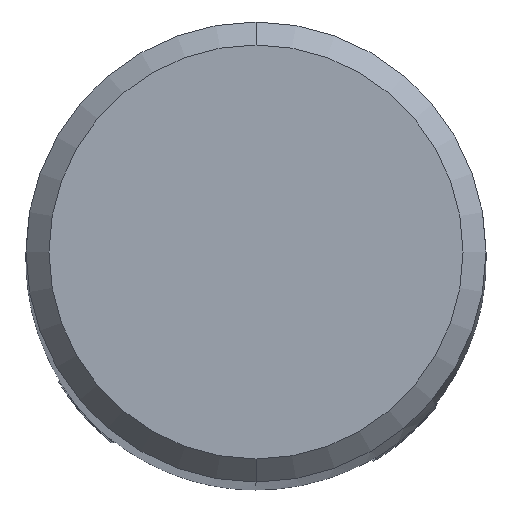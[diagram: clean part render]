
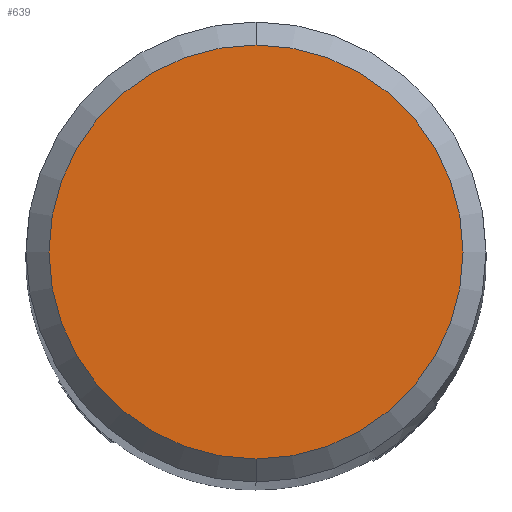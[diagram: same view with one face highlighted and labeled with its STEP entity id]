
A CAD part, top view. The second image highlights one B-rep face of the part: STEP entity #639.
In plain terms, the highlighted planar face has unit normal (0, 0, 1).
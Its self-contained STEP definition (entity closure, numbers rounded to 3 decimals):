
#639=ADVANCED_FACE('',(#1410),#1411,.T.);
#681=VERTEX_POINT('',#1455);
#689=VERTEX_POINT('',#1464);
#951=EDGE_CURVE('',#681,#689,#1756,.T.);
#1055=EDGE_CURVE('',#689,#681,#1870,.T.);
#1410=FACE_OUTER_BOUND('',#2748,.T.);
#1411=PLANE('',#2749);
#1455=CARTESIAN_POINT('',(0.0,0.9,0.0));
#1464=CARTESIAN_POINT('',(0.,-0.9,0.0));
#1756=CIRCLE('',#3670,0.9);
#1870=CIRCLE('',#4023,0.9);
#2748=EDGE_LOOP('',(#4449,#4450));
#2749=AXIS2_PLACEMENT_3D('',#4451,#4452,#4453);
#3670=AXIS2_PLACEMENT_3D('',#4879,#4880,#4881);
#4023=AXIS2_PLACEMENT_3D('',#4979,#4980,#4981);
#4449=ORIENTED_EDGE('',*,*,#951,.F.);
#4450=ORIENTED_EDGE('',*,*,#1055,.F.);
#4451=CARTESIAN_POINT('',(0.0,0.45,0.0));
#4452=DIRECTION('',(-0.0,0.0,1.0));
#4453=DIRECTION('',(0.0,-1.0,0.0));
#4879=CARTESIAN_POINT('',(0.0,0.0,0.0));
#4880=DIRECTION('',(0.0,0.0,-1.0));
#4881=DIRECTION('',(0.0,1.0,0.0));
#4979=CARTESIAN_POINT('',(0.0,0.0,0.0));
#4980=DIRECTION('',(0.0,0.0,-1.0));
#4981=DIRECTION('',(0.0,1.0,0.0));
